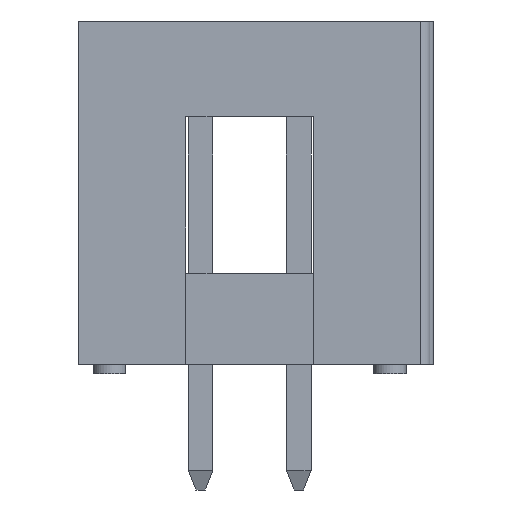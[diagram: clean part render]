
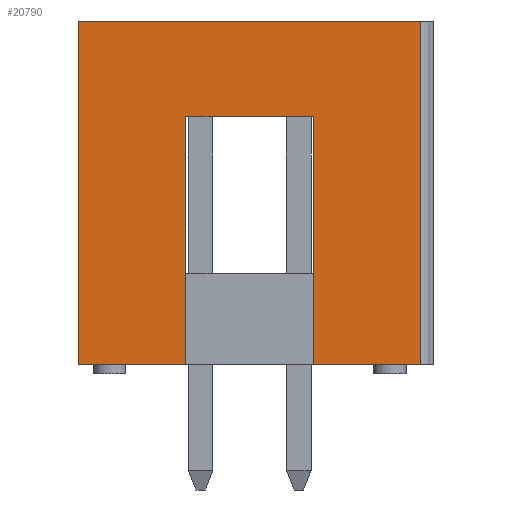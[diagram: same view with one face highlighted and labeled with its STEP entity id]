
A CAD part, front view. The second image highlights one B-rep face of the part: STEP entity #20790.
In plain terms, the highlighted face is planar.
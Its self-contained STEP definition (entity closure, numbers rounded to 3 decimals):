
#87=ORIENTED_EDGE('',*,*,#4129,.T.);
#88=ORIENTED_EDGE('',*,*,#4130,.F.);
#89=ORIENTED_EDGE('',*,*,#4131,.T.);
#90=ORIENTED_EDGE('',*,*,#4132,.T.);
#91=ORIENTED_EDGE('',*,*,#4133,.T.);
#92=ORIENTED_EDGE('',*,*,#4134,.F.);
#93=ORIENTED_EDGE('',*,*,#4135,.F.);
#94=ORIENTED_EDGE('',*,*,#4136,.T.);
#4129=EDGE_CURVE('',#6150,#6151,#7352,.T.);
#4130=EDGE_CURVE('',#6152,#6151,#7353,.T.);
#4131=EDGE_CURVE('',#6152,#6153,#7354,.T.);
#4132=EDGE_CURVE('',#6153,#6154,#7355,.T.);
#4133=EDGE_CURVE('',#6154,#6155,#7356,.T.);
#4134=EDGE_CURVE('',#6156,#6155,#7357,.T.);
#4135=EDGE_CURVE('',#6157,#6156,#7358,.T.);
#4136=EDGE_CURVE('',#6157,#6150,#7359,.T.);
#6150=VERTEX_POINT('',#26602);
#6151=VERTEX_POINT('',#26603);
#6152=VERTEX_POINT('',#26605);
#6153=VERTEX_POINT('',#26607);
#6154=VERTEX_POINT('',#26609);
#6155=VERTEX_POINT('',#26611);
#6156=VERTEX_POINT('',#26613);
#6157=VERTEX_POINT('',#26615);
#7352=LINE('',#26601,#9363);
#7353=LINE('',#26604,#9364);
#7354=LINE('',#26606,#9365);
#7355=LINE('',#26608,#9366);
#7356=LINE('',#26610,#9367);
#7357=LINE('',#26612,#9368);
#7358=LINE('',#26614,#9369);
#7359=LINE('',#26616,#9370);
#9363=VECTOR('',#22699,1000.);
#9364=VECTOR('',#22700,1000.);
#9365=VECTOR('',#22701,1000.);
#9366=VECTOR('',#22702,1000.);
#9367=VECTOR('',#22703,1000.);
#9368=VECTOR('',#22704,1000.);
#9369=VECTOR('',#22705,1000.);
#9370=VECTOR('',#22706,1000.);
#11363=EDGE_LOOP('',(#87,#88,#89,#90,#91,#92,#93,#94));
#12380=FACE_BOUND('',#11363,.T.);
#13397=PLANE('',#21722);
#20790=ADVANCED_FACE('',(#12380),#13397,.T.);
#21722=AXIS2_PLACEMENT_3D('',#26600,#22697,#22698);
#22697=DIRECTION('',(1.,0.,0.));
#22698=DIRECTION('',(0.,0.,-1.));
#22699=DIRECTION('',(0.,1.,0.));
#22700=DIRECTION('',(0.,0.,-1.));
#22701=DIRECTION('',(0.,1.,0.));
#22702=DIRECTION('',(0.,0.,-1.));
#22703=DIRECTION('',(0.,1.,0.));
#22704=DIRECTION('',(0.,0.,-1.));
#22705=DIRECTION('',(0.,1.,0.));
#22706=DIRECTION('',(0.,0.,-1.));
#26600=CARTESIAN_POINT('',(29.23,-4.425,4.425));
#26601=CARTESIAN_POINT('',(29.23,-4.425,-4.425));
#26602=CARTESIAN_POINT('',(29.23,-4.425,-4.425));
#26603=CARTESIAN_POINT('',(29.23,-1.65,-4.425));
#26604=CARTESIAN_POINT('',(29.23,-1.65,1.975));
#26605=CARTESIAN_POINT('',(29.23,-1.65,1.975));
#26606=CARTESIAN_POINT('',(29.23,-1.65,1.975));
#26607=CARTESIAN_POINT('',(29.23,1.65,1.975));
#26608=CARTESIAN_POINT('',(29.23,1.65,1.975));
#26609=CARTESIAN_POINT('',(29.23,1.65,-4.425));
#26610=CARTESIAN_POINT('',(29.23,-4.425,-4.425));
#26611=CARTESIAN_POINT('',(29.23,4.425,-4.425));
#26612=CARTESIAN_POINT('',(29.23,4.425,4.425));
#26613=CARTESIAN_POINT('',(29.23,4.425,4.425));
#26614=CARTESIAN_POINT('',(29.23,-4.425,4.425));
#26615=CARTESIAN_POINT('',(29.23,-4.425,4.425));
#26616=CARTESIAN_POINT('',(29.23,-4.425,4.425));
